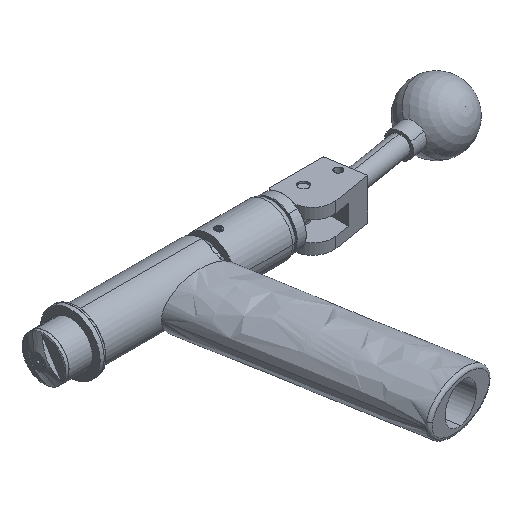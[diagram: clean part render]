
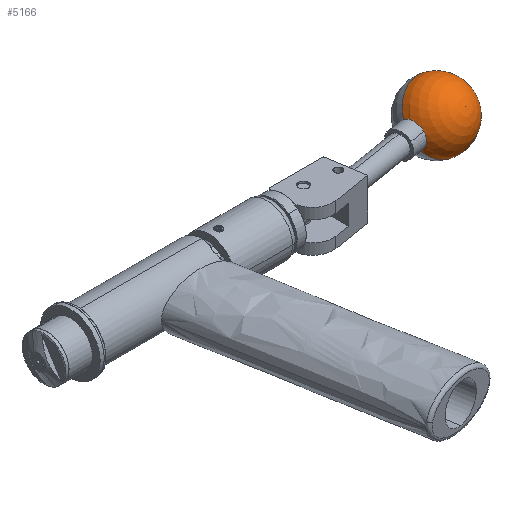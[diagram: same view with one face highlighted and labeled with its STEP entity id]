
A CAD part, isometric view. The second image highlights one B-rep face of the part: STEP entity #5166.
In plain terms, the highlighted spherical face has radius 15.875 mm.
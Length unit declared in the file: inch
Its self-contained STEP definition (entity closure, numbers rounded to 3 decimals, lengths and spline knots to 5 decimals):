
#50 = AXIS2_PLACEMENT_3D ( 'NONE', #12825, #7573, #6396 ) ;
#673 = AXIS2_PLACEMENT_3D ( 'NONE', #11247, #7420, #16536 ) ;
#1401 = VERTEX_POINT ( 'NONE', #11765 ) ;
#1750 = CIRCLE ( 'NONE', #3373, 0.25 ) ;
#3321 = ORIENTED_EDGE ( 'NONE', *, *, #5768, .T. ) ;
#3373 = AXIS2_PLACEMENT_3D ( 'NONE', #13319, #9668, #9498 ) ;
#3513 = DIRECTION ( 'NONE',  ( 0., -0.59, -0.808 ) ) ;
#4620 = DIRECTION ( 'NONE',  ( 0.127, -0.801, 0.585 ) ) ;
#4766 = EDGE_CURVE ( 'NONE', #1401, #6843, #5406, .T. ) ;
#4846 = CARTESIAN_POINT ( 'NONE',  ( 7.15539, 0.28004, 0. ) ) ;
#5166 = ADVANCED_FACE ( 'NONE', ( #11983 ), #5471, .T. ) ;
#5406 = CIRCLE ( 'NONE', #50, 0.625 ) ;
#5471 = SPHERICAL_SURFACE ( 'NONE', #5672, 0.625 ) ;
#5491 = EDGE_LOOP ( 'NONE', ( #5601, #12527, #16593, #3321 ) ) ;
#5601 = ORIENTED_EDGE ( 'NONE', *, *, #4766, .F. ) ;
#5672 = AXIS2_PLACEMENT_3D ( 'NONE', #14196, #4620, #9771 ) ;
#5768 = EDGE_CURVE ( 'NONE', #16487, #6843, #16567, .T. ) ;
#6396 = DIRECTION ( 'NONE',  ( 0., 0.59, 0.808 ) ) ;
#6843 = VERTEX_POINT ( 'NONE', #16555 ) ;
#7420 = DIRECTION ( 'NONE',  ( 0.988, 0.156, 0. ) ) ;
#7573 = DIRECTION ( 'NONE',  ( -0.127, 0.801, -0.585 ) ) ;
#8335 = CARTESIAN_POINT ( 'NONE',  ( 6.56674, 0.3349, 0.20274 ) ) ;
#8568 = AXIS2_PLACEMENT_3D ( 'NONE', #4846, #15228, #3513 ) ;
#9498 = DIRECTION ( 'NONE',  ( 0.127, -0.801, 0.585 ) ) ;
#9668 = DIRECTION ( 'NONE',  ( 0.988, 0.156, 0. ) ) ;
#9771 = DIRECTION ( 'NONE',  ( 0.092, -0.578, -0.811 ) ) ;
#10528 = VERTEX_POINT ( 'NONE', #8335 ) ;
#11247 = CARTESIAN_POINT ( 'NONE',  ( 6.58962, 0.19044, 0. ) ) ;
#11765 = CARTESIAN_POINT ( 'NONE',  ( 7.7727, 0.37782, 0. ) ) ;
#11983 = FACE_OUTER_BOUND ( 'NONE', #5491, .T. ) ;
#12527 = ORIENTED_EDGE ( 'NONE', *, *, #15885, .T. ) ;
#12825 = CARTESIAN_POINT ( 'NONE',  ( 7.15539, 0.28004, 0. ) ) ;
#12919 = CARTESIAN_POINT ( 'NONE',  ( 6.62134, -0.00981, 0.14627 ) ) ;
#13319 = CARTESIAN_POINT ( 'NONE',  ( 6.58962, 0.19044, 0. ) ) ;
#13821 = EDGE_CURVE ( 'NONE', #10528, #16487, #1750, .T. ) ;
#14196 = CARTESIAN_POINT ( 'NONE',  ( 7.15539, 0.28004, 0. ) ) ;
#15228 = DIRECTION ( 'NONE',  ( 0.127, -0.801, 0.585 ) ) ;
#15885 = EDGE_CURVE ( 'NONE', #1401, #10528, #16123, .T. ) ;
#16123 = CIRCLE ( 'NONE', #8568, 0.625 ) ;
#16487 = VERTEX_POINT ( 'NONE', #12919 ) ;
#16536 = DIRECTION ( 'NONE',  ( 0.127, -0.801, 0.585 ) ) ;
#16555 = CARTESIAN_POINT ( 'NONE',  ( 6.6125, 0.04597, -0.20274 ) ) ;
#16567 = CIRCLE ( 'NONE', #673, 0.25 ) ;
#16593 = ORIENTED_EDGE ( 'NONE', *, *, #13821, .T. ) ;
